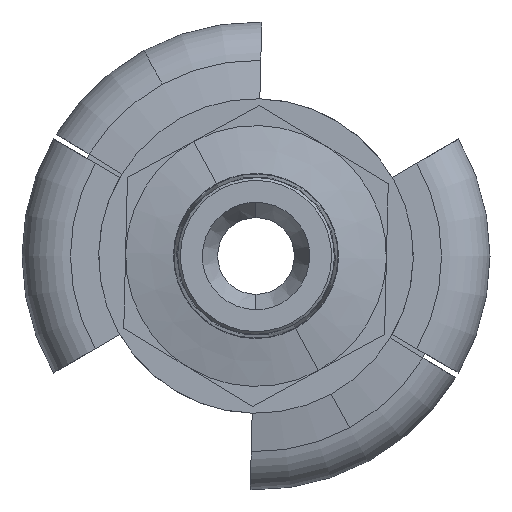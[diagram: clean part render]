
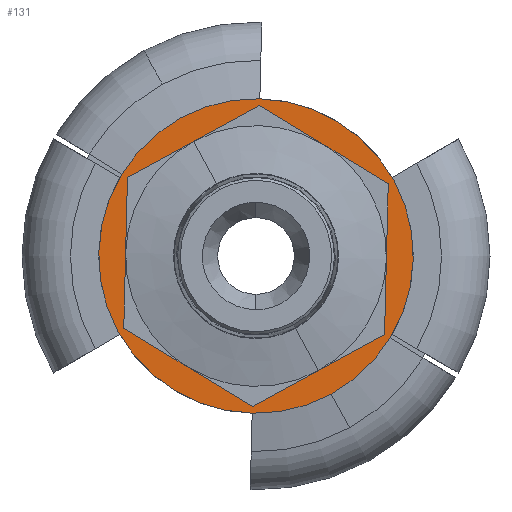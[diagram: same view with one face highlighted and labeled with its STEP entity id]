
A CAD part, left-side view. The second image highlights one B-rep face of the part: STEP entity #131.
In plain terms, the highlighted face is planar.
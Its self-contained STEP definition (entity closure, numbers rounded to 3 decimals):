
#82 = EDGE_CURVE ( 'NONE', #178, #86, #1718, .T. ) ;
#83 = ORIENTED_EDGE ( 'NONE', *, *, #102, .F. ) ;
#84 = ORIENTED_EDGE ( 'NONE', *, *, #101, .F. ) ;
#86 = VERTEX_POINT ( 'NONE', #1714 ) ;
#87 = ORIENTED_EDGE ( 'NONE', *, *, #622, .F. ) ;
#88 = VERTEX_POINT ( 'NONE', #1713 ) ;
#96 = EDGE_CURVE ( 'NONE', #86, #88, #1663, .T. ) ;
#97 = VERTEX_POINT ( 'NONE', #1659 ) ;
#101 = EDGE_CURVE ( 'NONE', #88, #97, #1687, .T. ) ;
#102 = EDGE_CURVE ( 'NONE', #103, #178, #1709, .T. ) ;
#103 = VERTEX_POINT ( 'NONE', #1705 ) ;
#104 = ORIENTED_EDGE ( 'NONE', *, *, #122, .F. ) ;
#105 = VERTEX_POINT ( 'NONE', #1704 ) ;
#106 = EDGE_LOOP ( 'NONE', ( #132, #87 ) ) ;
#121 = ORIENTED_EDGE ( 'NONE', *, *, #96, .F. ) ;
#122 = EDGE_CURVE ( 'NONE', #105, #103, #1698, .T. ) ;
#123 = ORIENTED_EDGE ( 'NONE', *, *, #124, .F. ) ;
#124 = EDGE_CURVE ( 'NONE', #97, #105, #1694, .T. ) ;
#131 = ADVANCED_FACE ( 'NONE', ( #1722, #1721 ), #1720, .T. ) ;
#132 = ORIENTED_EDGE ( 'NONE', *, *, #649, .F. ) ;
#173 = EDGE_LOOP ( 'NONE', ( #84, #121, #174, #83, #104, #123 ) ) ;
#174 = ORIENTED_EDGE ( 'NONE', *, *, #82, .F. ) ;
#178 = VERTEX_POINT ( 'NONE', #1795 ) ;
#622 = EDGE_CURVE ( 'NONE', #724, #627, #2438, .T. ) ;
#627 = VERTEX_POINT ( 'NONE', #2559 ) ;
#649 = EDGE_CURVE ( 'NONE', #627, #724, #2577, .T. ) ;
#724 = VERTEX_POINT ( 'NONE', #2739 ) ;
#1659 = CARTESIAN_POINT ( 'NONE',  ( 12.481, -17., 9.815 ) ) ;
#1660 = DIRECTION ( 'NONE',  ( 0., -0.866, 0.5 ) ) ;
#1661 = VECTOR ( 'NONE', #1660, 1000. ) ;
#1662 = CARTESIAN_POINT ( 'NONE',  ( 12.481, 17., 9.815 ) ) ;
#1663 = LINE ( 'NONE', #1662, #1661 ) ;
#1684 = DIRECTION ( 'NONE',  ( 0., -0.866, -0.5 ) ) ;
#1685 = VECTOR ( 'NONE', #1684, 1000. ) ;
#1686 = CARTESIAN_POINT ( 'NONE',  ( 12.481, 0., 19.63 ) ) ;
#1687 = LINE ( 'NONE', #1686, #1685 ) ;
#1691 = DIRECTION ( 'NONE',  ( 0., 0., -1. ) ) ;
#1692 = VECTOR ( 'NONE', #1691, 1000. ) ;
#1693 = CARTESIAN_POINT ( 'NONE',  ( 12.481, -17., 9.815 ) ) ;
#1694 = LINE ( 'NONE', #1693, #1692 ) ;
#1695 = DIRECTION ( 'NONE',  ( 0., 0.866, -0.5 ) ) ;
#1696 = VECTOR ( 'NONE', #1695, 1000. ) ;
#1697 = CARTESIAN_POINT ( 'NONE',  ( 12.481, -17., -9.815 ) ) ;
#1698 = LINE ( 'NONE', #1697, #1696 ) ;
#1704 = CARTESIAN_POINT ( 'NONE',  ( 12.481, -17., -9.815 ) ) ;
#1705 = CARTESIAN_POINT ( 'NONE',  ( 12.481, 0., -19.63 ) ) ;
#1706 = DIRECTION ( 'NONE',  ( 0., 0.866, 0.5 ) ) ;
#1707 = VECTOR ( 'NONE', #1706, 1000. ) ;
#1708 = CARTESIAN_POINT ( 'NONE',  ( 12.481, 0., -19.63 ) ) ;
#1709 = LINE ( 'NONE', #1708, #1707 ) ;
#1713 = CARTESIAN_POINT ( 'NONE',  ( 12.481, 0., 19.63 ) ) ;
#1714 = CARTESIAN_POINT ( 'NONE',  ( 12.481, 17., 9.815 ) ) ;
#1715 = DIRECTION ( 'NONE',  ( 0., 0., 1. ) ) ;
#1716 = VECTOR ( 'NONE', #1715, 1000. ) ;
#1717 = CARTESIAN_POINT ( 'NONE',  ( 12.481, 17., -9.815 ) ) ;
#1718 = LINE ( 'NONE', #1717, #1716 ) ;
#1719 = CARTESIAN_POINT ( 'NONE',  ( 12.481, 0., 0. ) ) ;
#1720 = PLANE ( 'NONE',  #1744 ) ;
#1721 = FACE_BOUND ( 'NONE', #173, .T. ) ;
#1722 = FACE_OUTER_BOUND ( 'NONE', #106, .T. ) ;
#1742 = DIRECTION ( 'NONE',  ( 0., 0., -1. ) ) ;
#1743 = DIRECTION ( 'NONE',  ( 1., 0., 0. ) ) ;
#1744 = AXIS2_PLACEMENT_3D ( 'NONE', #1719, #1743, #1742 ) ;
#1795 = CARTESIAN_POINT ( 'NONE',  ( 12.481, 17., -9.815 ) ) ;
#2434 = DIRECTION ( 'NONE',  ( 0., 0., -1. ) ) ;
#2435 = DIRECTION ( 'NONE',  ( -1., 0., 0. ) ) ;
#2436 = CARTESIAN_POINT ( 'NONE',  ( 12.481, 0., 0. ) ) ;
#2437 = AXIS2_PLACEMENT_3D ( 'NONE', #2436, #2435, #2434 ) ;
#2438 = CIRCLE ( 'NONE', #2437, 20.5 ) ;
#2559 = CARTESIAN_POINT ( 'NONE',  ( 12.481, 20.5, 0. ) ) ;
#2573 = DIRECTION ( 'NONE',  ( 0., 0., -1. ) ) ;
#2574 = DIRECTION ( 'NONE',  ( -1., 0., 0. ) ) ;
#2575 = CARTESIAN_POINT ( 'NONE',  ( 12.481, 0., 0. ) ) ;
#2576 = AXIS2_PLACEMENT_3D ( 'NONE', #2575, #2574, #2573 ) ;
#2577 = CIRCLE ( 'NONE', #2576, 20.5 ) ;
#2739 = CARTESIAN_POINT ( 'NONE',  ( 12.481, -20.5, 0. ) ) ;
